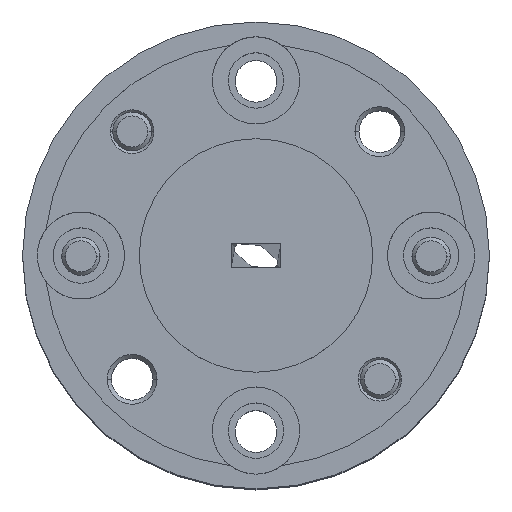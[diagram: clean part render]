
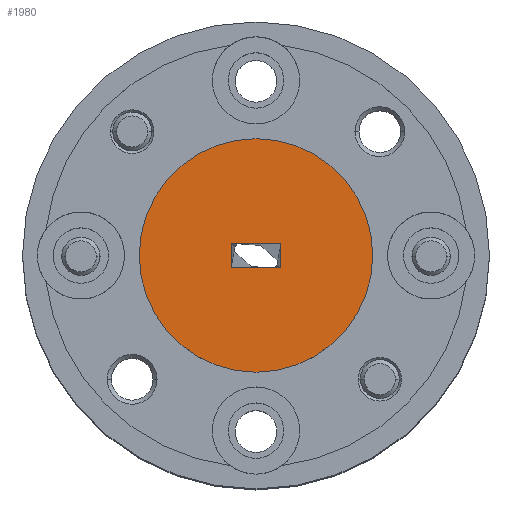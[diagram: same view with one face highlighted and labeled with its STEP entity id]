
A CAD part, top view. The second image highlights one B-rep face of the part: STEP entity #1980.
In plain terms, the highlighted planar face has unit normal (0, 0, 1).
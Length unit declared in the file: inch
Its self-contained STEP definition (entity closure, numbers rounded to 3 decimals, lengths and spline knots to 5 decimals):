
#105 = AXIS2_PLACEMENT_3D ( 'NONE', #4000, #1294, #359 ) ;
#132 = VERTEX_POINT ( 'NONE', #5101 ) ;
#237 = DIRECTION ( 'NONE',  ( 1., 0., 0. ) ) ;
#340 = ORIENTED_EDGE ( 'NONE', *, *, #4451, .F. ) ;
#359 = DIRECTION ( 'NONE',  ( 1., 0., 0. ) ) ;
#607 = CARTESIAN_POINT ( 'NONE',  ( 3.80053, 0.00499, 0.74958 ) ) ;
#653 = DIRECTION ( 'NONE',  ( 1., 0., 0. ) ) ;
#735 = DIRECTION ( 'NONE',  ( 0., -1., 0. ) ) ;
#749 = DIRECTION ( 'NONE',  ( 1., 0., 0. ) ) ;
#1011 = VERTEX_POINT ( 'NONE', #4213 ) ;
#1094 = CARTESIAN_POINT ( 'NONE',  ( 3.84053, -0.01501, 0.74958 ) ) ;
#1144 = VERTEX_POINT ( 'NONE', #3526 ) ;
#1162 = LINE ( 'NONE', #2038, #5308 ) ;
#1285 = LINE ( 'NONE', #4432, #3376 ) ;
#1294 = DIRECTION ( 'NONE',  ( 0., 0., 1. ) ) ;
#1501 = DIRECTION ( 'NONE',  ( 0., 1., 0. ) ) ;
#1662 = CIRCLE ( 'NONE', #1954, 0.1875 ) ;
#1818 = VERTEX_POINT ( 'NONE', #1094 ) ;
#1947 = AXIS2_PLACEMENT_3D ( 'NONE', #5312, #4778, #653 ) ;
#1954 = AXIS2_PLACEMENT_3D ( 'NONE', #607, #2464, #237 ) ;
#1980 = ADVANCED_FACE ( 'NONE', ( #5016, #4985 ), #4082, .T. ) ;
#2038 = CARTESIAN_POINT ( 'NONE',  ( 3.76053, 0.02499, 0.74958 ) ) ;
#2325 = ORIENTED_EDGE ( 'NONE', *, *, #5140, .F. ) ;
#2464 = DIRECTION ( 'NONE',  ( 0., 0., 1. ) ) ;
#2716 = ORIENTED_EDGE ( 'NONE', *, *, #3534, .F. ) ;
#2751 = CARTESIAN_POINT ( 'NONE',  ( 3.76053, -0.01501, 0.74958 ) ) ;
#2906 = VERTEX_POINT ( 'NONE', #5924 ) ;
#2946 = CARTESIAN_POINT ( 'NONE',  ( 3.61303, 0.00499, 0.74958 ) ) ;
#2972 = DIRECTION ( 'NONE',  ( -1., 0., 0. ) ) ;
#3043 = LINE ( 'NONE', #4428, #5882 ) ;
#3376 = VECTOR ( 'NONE', #735, 39.37008 ) ;
#3526 = CARTESIAN_POINT ( 'NONE',  ( 3.84053, 0.02499, 0.74958 ) ) ;
#3534 = EDGE_CURVE ( 'NONE', #1818, #1144, #3043, .T. ) ;
#3711 = ORIENTED_EDGE ( 'NONE', *, *, #4298, .T. ) ;
#3883 = EDGE_CURVE ( 'NONE', #5783, #2906, #4488, .T. ) ;
#4000 = CARTESIAN_POINT ( 'NONE',  ( 3.80053, 0.00499, 0.74958 ) ) ;
#4082 = PLANE ( 'NONE',  #105 ) ;
#4213 = CARTESIAN_POINT ( 'NONE',  ( 3.76053, -0.01501, 0.74958 ) ) ;
#4268 = ORIENTED_EDGE ( 'NONE', *, *, #3883, .T. ) ;
#4298 = EDGE_CURVE ( 'NONE', #2906, #5783, #1662, .T. ) ;
#4428 = CARTESIAN_POINT ( 'NONE',  ( 3.84053, 0.02499, 0.74958 ) ) ;
#4432 = CARTESIAN_POINT ( 'NONE',  ( 3.76053, 0.02499, 0.74958 ) ) ;
#4451 = EDGE_CURVE ( 'NONE', #1011, #1818, #4933, .T. ) ;
#4488 = CIRCLE ( 'NONE', #1947, 0.1875 ) ;
#4570 = EDGE_LOOP ( 'NONE', ( #3711, #4268 ) ) ;
#4778 = DIRECTION ( 'NONE',  ( 0., 0., 1. ) ) ;
#4913 = EDGE_CURVE ( 'NONE', #132, #1011, #1285, .T. ) ;
#4933 = LINE ( 'NONE', #2751, #5938 ) ;
#4985 = FACE_OUTER_BOUND ( 'NONE', #4570, .T. ) ;
#5016 = FACE_BOUND ( 'NONE', #5383, .T. ) ;
#5101 = CARTESIAN_POINT ( 'NONE',  ( 3.76053, 0.02499, 0.74958 ) ) ;
#5140 = EDGE_CURVE ( 'NONE', #1144, #132, #1162, .T. ) ;
#5277 = ORIENTED_EDGE ( 'NONE', *, *, #4913, .F. ) ;
#5308 = VECTOR ( 'NONE', #2972, 39.37008 ) ;
#5312 = CARTESIAN_POINT ( 'NONE',  ( 3.80053, 0.00499, 0.74958 ) ) ;
#5383 = EDGE_LOOP ( 'NONE', ( #2716, #340, #5277, #2325 ) ) ;
#5783 = VERTEX_POINT ( 'NONE', #2946 ) ;
#5882 = VECTOR ( 'NONE', #1501, 39.37008 ) ;
#5924 = CARTESIAN_POINT ( 'NONE',  ( 3.98803, 0.00499, 0.74958 ) ) ;
#5938 = VECTOR ( 'NONE', #749, 39.37008 ) ;
